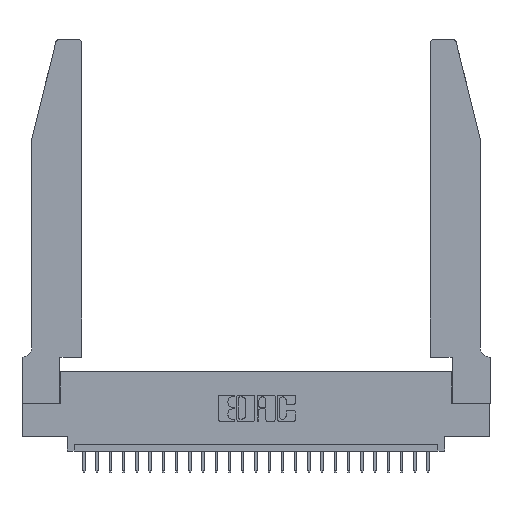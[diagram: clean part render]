
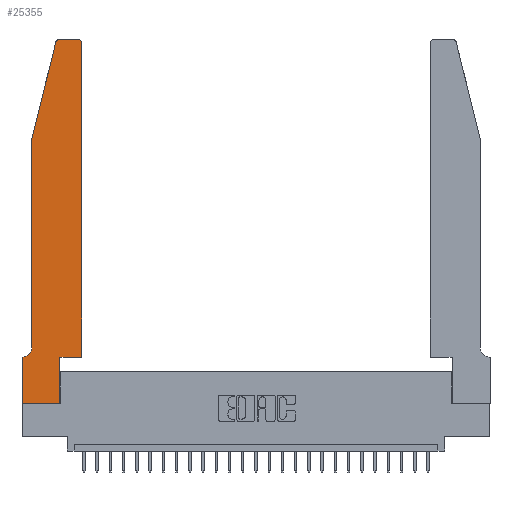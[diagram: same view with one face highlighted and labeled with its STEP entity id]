
A CAD part, top view. The second image highlights one B-rep face of the part: STEP entity #25355.
In plain terms, the highlighted planar face has unit normal (0, 0, 1).
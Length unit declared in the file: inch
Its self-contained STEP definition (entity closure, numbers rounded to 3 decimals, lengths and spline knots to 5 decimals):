
#737 = CIRCLE ( 'NONE', #6395, 0.03 ) ;
#878 = CARTESIAN_POINT ( 'NONE',  ( 0.4505, 0.35, 0.37 ) ) ;
#997 = EDGE_CURVE ( 'NONE', #1236, #25782, #17991, .T. ) ;
#1218 = DIRECTION ( 'NONE',  ( -0.239, -0.971, 0. ) ) ;
#1236 = VERTEX_POINT ( 'NONE', #15651 ) ;
#1579 = DIRECTION ( 'NONE',  ( 1., 0., 0. ) ) ;
#1751 = LINE ( 'NONE', #5867, #24176 ) ;
#1801 = CARTESIAN_POINT ( 'NONE',  ( 0.25487, 2.72718, 0.37 ) ) ;
#1823 = CARTESIAN_POINT ( 'NONE',  ( 0.284, 2.75, 0.37 ) ) ;
#1846 = VECTOR ( 'NONE', #13233, 39.37008 ) ;
#1994 = VECTOR ( 'NONE', #21412, 39.37008 ) ;
#2356 = ORIENTED_EDGE ( 'NONE', *, *, #15445, .T. ) ;
#2618 = CIRCLE ( 'NONE', #13381, 0.07 ) ;
#3327 = ORIENTED_EDGE ( 'NONE', *, *, #997, .T. ) ;
#3487 = DIRECTION ( 'NONE',  ( 0., 1., 0. ) ) ;
#3505 = VERTEX_POINT ( 'NONE', #15180 ) ;
#3954 = DIRECTION ( 'NONE',  ( 0., 0., -1. ) ) ;
#3986 = DIRECTION ( 'NONE',  ( 1., 0., 0. ) ) ;
#4082 = DIRECTION ( 'NONE',  ( 0., 0., 1. ) ) ;
#4385 = ORIENTED_EDGE ( 'NONE', *, *, #14609, .T. ) ;
#4680 = VERTEX_POINT ( 'NONE', #19284 ) ;
#4891 = VECTOR ( 'NONE', #1218, 39.37008 ) ;
#5283 = VERTEX_POINT ( 'NONE', #1801 ) ;
#5489 = EDGE_CURVE ( 'NONE', #4680, #14135, #2618, .T. ) ;
#5867 = CARTESIAN_POINT ( 'NONE',  ( 0.4505, 0.35, 0.37 ) ) ;
#6069 = ORIENTED_EDGE ( 'NONE', *, *, #7531, .T. ) ;
#6169 = DIRECTION ( 'NONE',  ( -1., 0., 0. ) ) ;
#6206 = LINE ( 'NONE', #23192, #26972 ) ;
#6395 = AXIS2_PLACEMENT_3D ( 'NONE', #26441, #9616, #13793 ) ;
#6421 = DIRECTION ( 'NONE',  ( -1., 0., 0. ) ) ;
#6455 = VECTOR ( 'NONE', #19369, 39.37008 ) ;
#7252 = ORIENTED_EDGE ( 'NONE', *, *, #15824, .T. ) ;
#7255 = VERTEX_POINT ( 'NONE', #27153 ) ;
#7530 = CARTESIAN_POINT ( 'NONE',  ( 0., 0., 0.37 ) ) ;
#7531 = EDGE_CURVE ( 'NONE', #10364, #3505, #737, .T. ) ;
#7532 = VECTOR ( 'NONE', #15616, 39.37008 ) ;
#7884 = CARTESIAN_POINT ( 'NONE',  ( 0.0055, 0.42, 0.37 ) ) ;
#8210 = CARTESIAN_POINT ( 'NONE',  ( 0., 0., 0.37 ) ) ;
#8474 = AXIS2_PLACEMENT_3D ( 'NONE', #12316, #14472, #3986 ) ;
#8939 = ORIENTED_EDGE ( 'NONE', *, *, #26404, .T. ) ;
#9066 = EDGE_CURVE ( 'NONE', #14590, #4680, #22756, .T. ) ;
#9506 = AXIS2_PLACEMENT_3D ( 'NONE', #18706, #4082, #1579 ) ;
#9549 = ORIENTED_EDGE ( 'NONE', *, *, #5489, .T. ) ;
#9616 = DIRECTION ( 'NONE',  ( 0., 0., 1. ) ) ;
#9834 = EDGE_LOOP ( 'NONE', ( #22166, #4385, #7252, #20811, #9549, #18717, #3327, #15355, #10624, #8939, #2356, #6069 ) ) ;
#10181 = DIRECTION ( 'NONE',  ( -1., 0., 0. ) ) ;
#10364 = VERTEX_POINT ( 'NONE', #23582 ) ;
#10624 = ORIENTED_EDGE ( 'NONE', *, *, #22283, .T. ) ;
#10771 = EDGE_CURVE ( 'NONE', #14135, #1236, #6206, .T. ) ;
#10890 = VERTEX_POINT ( 'NONE', #12914 ) ;
#11063 = VERTEX_POINT ( 'NONE', #18006 ) ;
#11170 = CARTESIAN_POINT ( 'NONE',  ( 0.0755, 2., 0.37 ) ) ;
#12316 = CARTESIAN_POINT ( 'NONE',  ( 0.284, 2.72, 0.37 ) ) ;
#12443 = LINE ( 'NONE', #11170, #4891 ) ;
#12914 = CARTESIAN_POINT ( 'NONE',  ( 0.4505, 0.35, 0.37 ) ) ;
#13233 = DIRECTION ( 'NONE',  ( 1., 0., 0. ) ) ;
#13381 = AXIS2_PLACEMENT_3D ( 'NONE', #7884, #3954, #10181 ) ;
#13793 = DIRECTION ( 'NONE',  ( 1., 0., 0. ) ) ;
#14135 = VERTEX_POINT ( 'NONE', #25938 ) ;
#14472 = DIRECTION ( 'NONE',  ( 0., 0., 1. ) ) ;
#14590 = VERTEX_POINT ( 'NONE', #22856 ) ;
#14609 = EDGE_CURVE ( 'NONE', #22154, #5283, #19282, .T. ) ;
#15180 = CARTESIAN_POINT ( 'NONE',  ( 0.4205, 2.75, 0.37 ) ) ;
#15355 = ORIENTED_EDGE ( 'NONE', *, *, #21793, .T. ) ;
#15445 = EDGE_CURVE ( 'NONE', #10890, #10364, #1751, .T. ) ;
#15616 = DIRECTION ( 'NONE',  ( 1., 0., 0. ) ) ;
#15651 = CARTESIAN_POINT ( 'NONE',  ( 0., 0.35, 0.37 ) ) ;
#15699 = LINE ( 'NONE', #17585, #1846 ) ;
#15824 = EDGE_CURVE ( 'NONE', #5283, #14590, #12443, .T. ) ;
#15983 = LINE ( 'NONE', #16748, #20939 ) ;
#16748 = CARTESIAN_POINT ( 'NONE',  ( 0.2605, 2.75, 0.37 ) ) ;
#17585 = CARTESIAN_POINT ( 'NONE',  ( 0., 0., 0.37 ) ) ;
#17626 = EDGE_CURVE ( 'NONE', #3505, #22154, #15983, .T. ) ;
#17991 = LINE ( 'NONE', #8210, #24947 ) ;
#18006 = CARTESIAN_POINT ( 'NONE',  ( 0.2865, 0., 0.37 ) ) ;
#18410 = LINE ( 'NONE', #878, #7532 ) ;
#18706 = CARTESIAN_POINT ( 'NONE',  ( 0., 0.35, 0.37 ) ) ;
#18717 = ORIENTED_EDGE ( 'NONE', *, *, #10771, .T. ) ;
#19282 = CIRCLE ( 'NONE', #8474, 0.03 ) ;
#19284 = CARTESIAN_POINT ( 'NONE',  ( 0.0755, 0.42, 0.37 ) ) ;
#19369 = DIRECTION ( 'NONE',  ( 0., 1., 0. ) ) ;
#20811 = ORIENTED_EDGE ( 'NONE', *, *, #9066, .T. ) ;
#20939 = VECTOR ( 'NONE', #6169, 39.37008 ) ;
#21320 = CARTESIAN_POINT ( 'NONE',  ( 0.2865, 0.35, 0.37 ) ) ;
#21412 = DIRECTION ( 'NONE',  ( 0., -1., 0. ) ) ;
#21793 = EDGE_CURVE ( 'NONE', #25782, #11063, #15699, .T. ) ;
#22154 = VERTEX_POINT ( 'NONE', #1823 ) ;
#22166 = ORIENTED_EDGE ( 'NONE', *, *, #17626, .T. ) ;
#22283 = EDGE_CURVE ( 'NONE', #11063, #7255, #22923, .T. ) ;
#22756 = LINE ( 'NONE', #23452, #1994 ) ;
#22856 = CARTESIAN_POINT ( 'NONE',  ( 0.0755, 2., 0.37 ) ) ;
#22923 = LINE ( 'NONE', #21320, #6455 ) ;
#23192 = CARTESIAN_POINT ( 'NONE',  ( 0.0755, 0.35, 0.37 ) ) ;
#23452 = CARTESIAN_POINT ( 'NONE',  ( 0.0755, 2., 0.37 ) ) ;
#23582 = CARTESIAN_POINT ( 'NONE',  ( 0.4505, 2.72, 0.37 ) ) ;
#24176 = VECTOR ( 'NONE', #3487, 39.37008 ) ;
#24818 = PLANE ( 'NONE',  #9506 ) ;
#24947 = VECTOR ( 'NONE', #25466, 39.37008 ) ;
#25204 = FACE_OUTER_BOUND ( 'NONE', #9834, .T. ) ;
#25355 = ADVANCED_FACE ( 'NONE', ( #25204 ), #24818, .T. ) ;
#25466 = DIRECTION ( 'NONE',  ( 0., -1., 0. ) ) ;
#25782 = VERTEX_POINT ( 'NONE', #7530 ) ;
#25938 = CARTESIAN_POINT ( 'NONE',  ( 0.0055, 0.35, 0.37 ) ) ;
#26404 = EDGE_CURVE ( 'NONE', #7255, #10890, #18410, .T. ) ;
#26441 = CARTESIAN_POINT ( 'NONE',  ( 0.4205, 2.72, 0.37 ) ) ;
#26972 = VECTOR ( 'NONE', #6421, 39.37008 ) ;
#27153 = CARTESIAN_POINT ( 'NONE',  ( 0.2865, 0.35, 0.37 ) ) ;
